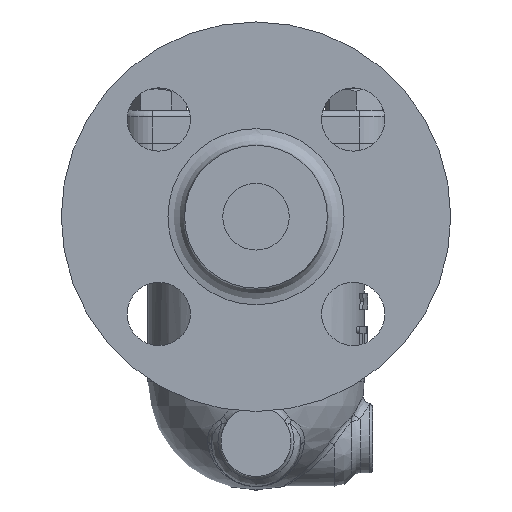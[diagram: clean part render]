
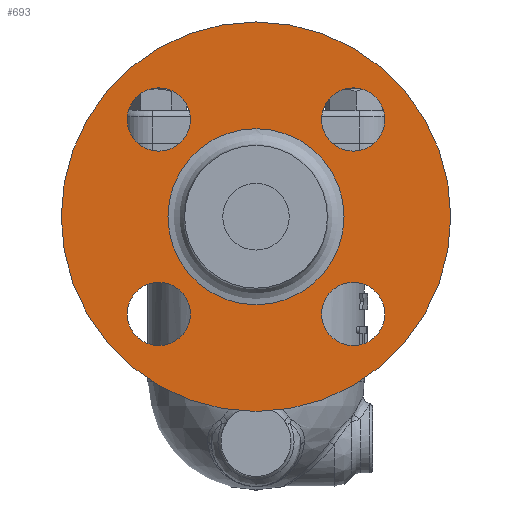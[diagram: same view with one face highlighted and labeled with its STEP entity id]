
A CAD part, left-side view. The second image highlights one B-rep face of the part: STEP entity #693.
In plain terms, the highlighted planar face has unit normal (-1, 0, 0).
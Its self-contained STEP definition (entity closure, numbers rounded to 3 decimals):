
#527=CARTESIAN_POINT('',(-99.1,0.,108.0));
#528=VERTEX_POINT('',#527);
#529=CARTESIAN_POINT('',(-99.1,0.0,49.5));
#530=DIRECTION('',(1.0,0.0,0.0));
#531=DIRECTION('',(0.0,0.0,-1.0));
#532=AXIS2_PLACEMENT_3D('',#529,#530,#531);
#533=CIRCLE('',#532,58.5);
#534=EDGE_CURVE('',#528,#528,#533,.T.);
#595=CARTESIAN_POINT('',(-99.1,0.,75.95));
#596=VERTEX_POINT('',#595);
#597=CARTESIAN_POINT('',(-99.1,0.0,49.5));
#598=DIRECTION('',(-1.0,0.0,0.0));
#599=DIRECTION('',(0.0,0.0,-1.0));
#600=AXIS2_PLACEMENT_3D('',#597,#598,#599);
#601=CIRCLE('',#600,26.45);
#602=EDGE_CURVE('',#596,#596,#601,.T.);
#638=CARTESIAN_POINT('',(-99.1,0.0,49.5));
#639=DIRECTION('',(1.0,0.0,0.0));
#640=DIRECTION('',(0.0,0.0,-1.0));
#641=AXIS2_PLACEMENT_3D('',#638,#639,#640);
#642=PLANE('',#641);
#643=ORIENTED_EDGE('',*,*,#534,.F.);
#644=EDGE_LOOP('',(#643));
#645=FACE_OUTER_BOUND('',#644,.T.);
#646=CARTESIAN_POINT('',(-99.1,-29.204,88.204));
#647=VERTEX_POINT('',#646);
#648=CARTESIAN_POINT('',(-99.1,-29.204,78.704));
#649=DIRECTION('',(-1.0,0.0,0.0));
#650=DIRECTION('',(0.0,-1.0,0.0));
#651=AXIS2_PLACEMENT_3D('',#648,#649,#650);
#652=CIRCLE('',#651,9.5);
#653=EDGE_CURVE('',#647,#647,#652,.T.);
#654=ORIENTED_EDGE('',*,*,#653,.F.);
#655=EDGE_LOOP('',(#654));
#656=FACE_BOUND('',#655,.T.);
#657=CARTESIAN_POINT('',(-99.1,-29.204,29.796));
#658=VERTEX_POINT('',#657);
#659=CARTESIAN_POINT('',(-99.1,-29.204,20.296));
#660=DIRECTION('',(-1.0,0.0,0.0));
#661=DIRECTION('',(0.0,0.0,-1.0));
#662=AXIS2_PLACEMENT_3D('',#659,#660,#661);
#663=CIRCLE('',#662,9.5);
#664=EDGE_CURVE('',#658,#658,#663,.T.);
#665=ORIENTED_EDGE('',*,*,#664,.F.);
#666=EDGE_LOOP('',(#665));
#667=FACE_BOUND('',#666,.T.);
#668=CARTESIAN_POINT('',(-99.1,29.204,29.796));
#669=VERTEX_POINT('',#668);
#670=CARTESIAN_POINT('',(-99.1,29.204,20.296));
#671=DIRECTION('',(-1.0,0.0,0.0));
#672=DIRECTION('',(0.0,1.0,0.0));
#673=AXIS2_PLACEMENT_3D('',#670,#671,#672);
#674=CIRCLE('',#673,9.5);
#675=EDGE_CURVE('',#669,#669,#674,.T.);
#676=ORIENTED_EDGE('',*,*,#675,.F.);
#677=EDGE_LOOP('',(#676));
#678=FACE_BOUND('',#677,.T.);
#679=CARTESIAN_POINT('',(-99.1,29.204,88.204));
#680=VERTEX_POINT('',#679);
#681=CARTESIAN_POINT('',(-99.1,29.204,78.704));
#682=DIRECTION('',(-1.0,0.0,0.0));
#683=DIRECTION('',(0.0,0.0,1.0));
#684=AXIS2_PLACEMENT_3D('',#681,#682,#683);
#685=CIRCLE('',#684,9.5);
#686=EDGE_CURVE('',#680,#680,#685,.T.);
#687=ORIENTED_EDGE('',*,*,#686,.F.);
#688=EDGE_LOOP('',(#687));
#689=FACE_BOUND('',#688,.T.);
#690=ORIENTED_EDGE('',*,*,#602,.F.);
#691=EDGE_LOOP('',(#690));
#692=FACE_BOUND('',#691,.T.);
#693=ADVANCED_FACE('',(#645,#656,#667,#678,#689,#692),#642,.F.);
